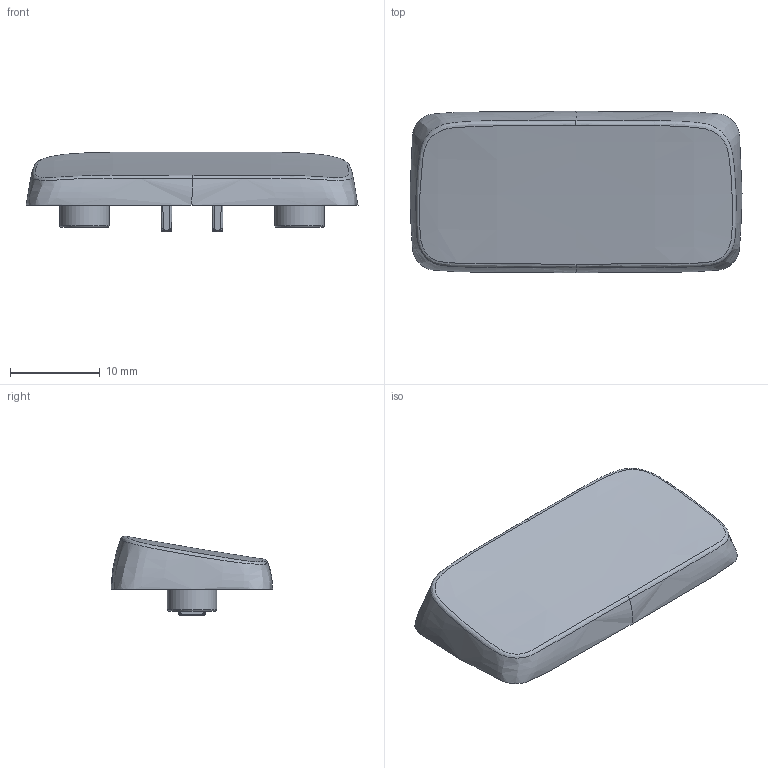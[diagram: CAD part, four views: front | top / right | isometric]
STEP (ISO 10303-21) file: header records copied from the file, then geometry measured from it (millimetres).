
FILE_DESCRIPTION(/* description */ ('','CAx-IF Rec.Pracs.---Representation and Presentation of Product Manufacturing Information (PMI)---4.0---2014-10-13'),/* implementation_level */ '2;1');
FILE_NAME(/* name */ 'T_200.step',/* time_stamp */ '2024-12-05T00:09:03+08:00',/* author */ (''),/* organization */ (''),/* preprocessor_version */ 'ST-DEVELOPER v20',/* originating_system */ 'Autodesk Translation Framework v13.20.0.188',/* authorisation */ '');
FILE_SCHEMA (('AP242_MANAGED_MODEL_BASED_3D_ENGINEERING_MIM_LF { 1 0 10303 442 1 1 4 }'));
Length unit declared in the file: millimetre
Products named in the file (1): T_200
Bounding box: 37.05 x 18 x 8.9 mm (x, y, z)
Volume: 2457.5 mm3; surface area: 1996.9 mm2
Topology: 1 solids, 1 shells, 213 faces, 636 edges, 432 vertices
Faces by surface type: bspline 111, cylinder 58, plane 40, torus 4
Full cylindrical faces by diameter (mm): 5.5 x2
Entity records: 19298 total; most frequent: CARTESIAN_POINT 14024, ORIENTED_EDGE 1272, DIRECTION 884, EDGE_CURVE 636, VERTEX_POINT 432, AXIS2_PLACEMENT_3D 365, CIRCLE 246, EDGE_LOOP 220
